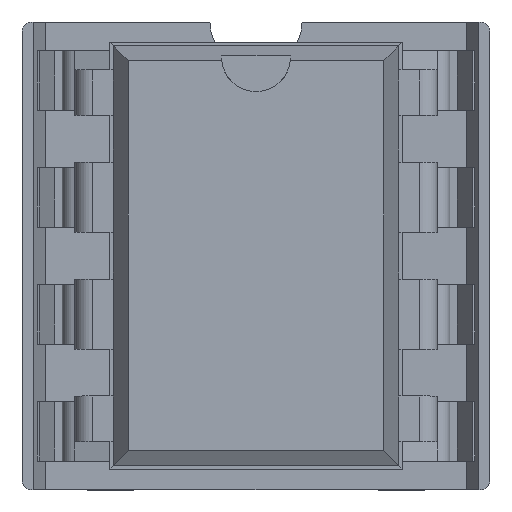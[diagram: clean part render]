
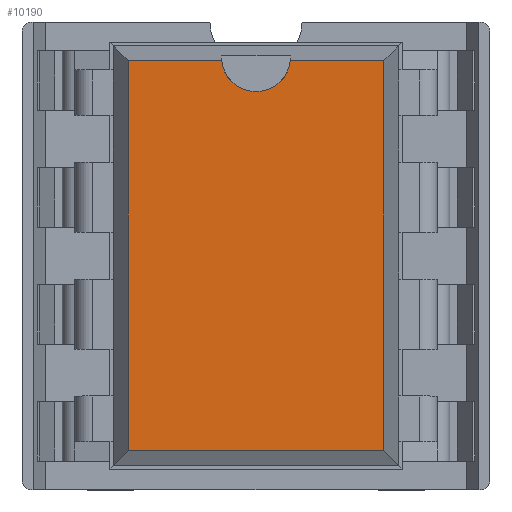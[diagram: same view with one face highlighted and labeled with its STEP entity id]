
A CAD part, top view. The second image highlights one B-rep face of the part: STEP entity #10190.
In plain terms, the highlighted planar face has unit normal (0, 0, 1).
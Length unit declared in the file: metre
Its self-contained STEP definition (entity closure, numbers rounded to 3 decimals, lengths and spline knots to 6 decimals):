
#197=CIRCLE('',#11133,0.00075);
#2456=ORIENTED_EDGE('',*,*,#4265,.T.);
#2457=ORIENTED_EDGE('',*,*,#4211,.T.);
#2458=ORIENTED_EDGE('',*,*,#4266,.T.);
#2459=ORIENTED_EDGE('',*,*,#4267,.T.);
#2460=ORIENTED_EDGE('',*,*,#4268,.T.);
#2461=ORIENTED_EDGE('',*,*,#4269,.T.);
#4211=EDGE_CURVE('',#5269,#5268,#197,.T.);
#4265=EDGE_CURVE('',#5310,#5269,#6551,.T.);
#4266=EDGE_CURVE('',#5268,#5311,#6552,.T.);
#4267=EDGE_CURVE('',#5311,#5312,#6553,.T.);
#4268=EDGE_CURVE('',#5312,#5313,#6554,.T.);
#4269=EDGE_CURVE('',#5313,#5310,#6555,.T.);
#5268=VERTEX_POINT('',#16293);
#5269=VERTEX_POINT('',#16295);
#5310=VERTEX_POINT('',#16507);
#5311=VERTEX_POINT('',#16509);
#5312=VERTEX_POINT('',#16511);
#5313=VERTEX_POINT('',#16513);
#6551=LINE('',#16506,#7881);
#6552=LINE('',#16508,#7882);
#6553=LINE('',#16510,#7883);
#6554=LINE('',#16512,#7884);
#6555=LINE('',#16514,#7885);
#7881=VECTOR('',#13407,1.);
#7882=VECTOR('',#13408,1.);
#7883=VECTOR('',#13409,1.);
#7884=VECTOR('',#13410,1.);
#7885=VECTOR('',#13411,1.);
#8588=EDGE_LOOP('',(#2456,#2457,#2458,#2459,#2460,#2461));
#9156=FACE_BOUND('',#8588,.T.);
#9662=PLANE('',#11150);
#10190=ADVANCED_FACE('',(#9156),#9662,.F.);
#11133=AXIS2_PLACEMENT_3D('',#16294,#13319,#13320);
#11150=AXIS2_PLACEMENT_3D('',#16505,#13405,#13406);
#13319=DIRECTION('',(0.,0.,-1.));
#13320=DIRECTION('',(0.,-1.,0.));
#13405=DIRECTION('',(0.,0.,-1.));
#13406=DIRECTION('',(-0.548,0.836,0.));
#13407=DIRECTION('',(-1.,0.,0.));
#13408=DIRECTION('',(-1.,0.,0.));
#13409=DIRECTION('',(0.,-1.,0.));
#13410=DIRECTION('',(1.,0.,0.));
#13411=DIRECTION('',(0.,1.,0.));
#16293=CARTESIAN_POINT('',(0.003064,0.000426,0.00768));
#16294=CARTESIAN_POINT('',(0.00381,0.000501,0.00768));
#16295=CARTESIAN_POINT('',(0.004556,0.000426,0.00768));
#16505=CARTESIAN_POINT('',(0.006586,-0.008046,0.00768));
#16506=CARTESIAN_POINT('',(0.006586,0.000426,0.00768));
#16507=CARTESIAN_POINT('',(0.006586,0.000426,0.00768));
#16508=CARTESIAN_POINT('',(0.006586,0.000426,0.00768));
#16509=CARTESIAN_POINT('',(0.001034,0.000426,0.00768));
#16510=CARTESIAN_POINT('',(0.001034,0.000426,0.00768));
#16511=CARTESIAN_POINT('',(0.001034,-0.008046,0.00768));
#16512=CARTESIAN_POINT('',(0.001034,-0.008046,0.00768));
#16513=CARTESIAN_POINT('',(0.006586,-0.008046,0.00768));
#16514=CARTESIAN_POINT('',(0.006586,-0.008046,0.00768));
